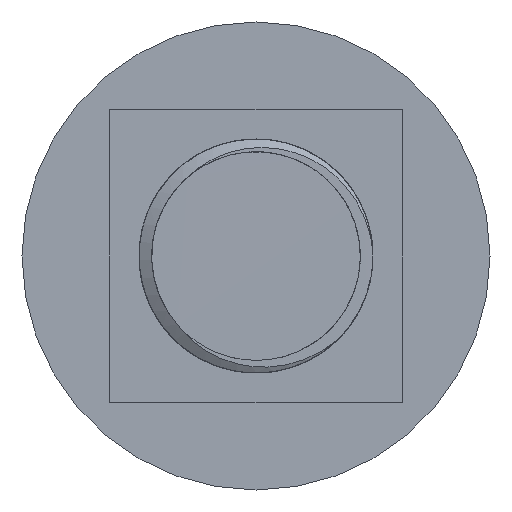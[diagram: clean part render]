
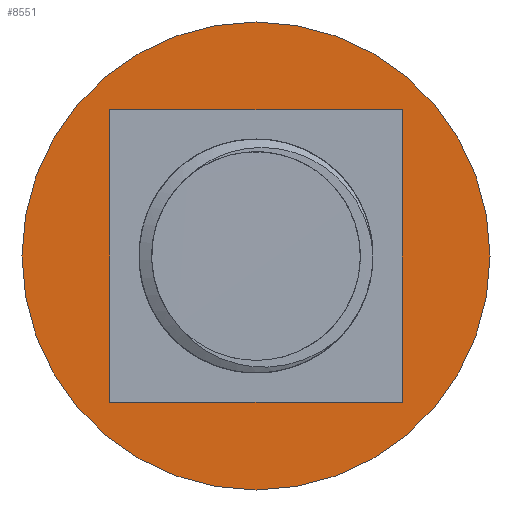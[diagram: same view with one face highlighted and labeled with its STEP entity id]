
A CAD part, front view. The second image highlights one B-rep face of the part: STEP entity #8551.
In plain terms, the highlighted planar face has unit normal (0, -1, 0).
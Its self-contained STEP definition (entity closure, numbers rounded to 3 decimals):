
#64 = VERTEX_POINT ( 'NONE', #547 ) ;
#547 = CARTESIAN_POINT ( 'NONE',  ( 12.5, -141., -12.5 ) ) ;
#667 = CARTESIAN_POINT ( 'NONE',  ( 12.5, -141., -12.5 ) ) ;
#979 = CARTESIAN_POINT ( 'NONE',  ( 20., -141., 0. ) ) ;
#1108 = CARTESIAN_POINT ( 'NONE',  ( -12.5, -141., 12.5 ) ) ;
#1163 = AXIS2_PLACEMENT_3D ( 'NONE', #979, #3744, #8575 ) ;
#1377 = VERTEX_POINT ( 'NONE', #4375 ) ;
#1780 = VECTOR ( 'NONE', #7348, 1000. ) ;
#1833 = VERTEX_POINT ( 'NONE', #5743 ) ;
#1995 = CARTESIAN_POINT ( 'NONE',  ( -12.5, -141., -12.5 ) ) ;
#2077 = DIRECTION ( 'NONE',  ( -1., 0., 0. ) ) ;
#2263 = EDGE_CURVE ( 'NONE', #1377, #6213, #3564, .T. ) ;
#2372 = CARTESIAN_POINT ( 'NONE',  ( 0., -141., -20. ) ) ;
#3012 = FACE_BOUND ( 'NONE', #8207, .T. ) ;
#3231 = ORIENTED_EDGE ( 'NONE', *, *, #6018, .T. ) ;
#3422 = DIRECTION ( 'NONE',  ( 0., 0., 1. ) ) ;
#3564 = LINE ( 'NONE', #4883, #7089 ) ;
#3744 = DIRECTION ( 'NONE',  ( 0., -1., 0. ) ) ;
#4026 = EDGE_CURVE ( 'NONE', #64, #1377, #6860, .T. ) ;
#4048 = EDGE_LOOP ( 'NONE', ( #3231 ) ) ;
#4094 = VECTOR ( 'NONE', #8054, 1000. ) ;
#4375 = CARTESIAN_POINT ( 'NONE',  ( 12.5, -141., 12.5 ) ) ;
#4525 = CIRCLE ( 'NONE', #7992, 20. ) ;
#4580 = ORIENTED_EDGE ( 'NONE', *, *, #6210, .F. ) ;
#4883 = CARTESIAN_POINT ( 'NONE',  ( 12.5, -141., 12.5 ) ) ;
#5001 = CARTESIAN_POINT ( 'NONE',  ( 0., -141., 0. ) ) ;
#5101 = FACE_OUTER_BOUND ( 'NONE', #4048, .T. ) ;
#5255 = ORIENTED_EDGE ( 'NONE', *, *, #2263, .F. ) ;
#5743 = CARTESIAN_POINT ( 'NONE',  ( -12.5, -141., -12.5 ) ) ;
#5809 = VERTEX_POINT ( 'NONE', #2372 ) ;
#5927 = VECTOR ( 'NONE', #3422, 1000. ) ;
#6018 = EDGE_CURVE ( 'NONE', #5809, #5809, #4525, .T. ) ;
#6210 = EDGE_CURVE ( 'NONE', #1833, #64, #8787, .T. ) ;
#6213 = VERTEX_POINT ( 'NONE', #1108 ) ;
#6846 = ORIENTED_EDGE ( 'NONE', *, *, #4026, .F. ) ;
#6860 = LINE ( 'NONE', #667, #5927 ) ;
#7078 = DIRECTION ( 'NONE',  ( 0., 0., -1. ) ) ;
#7089 = VECTOR ( 'NONE', #2077, 1000. ) ;
#7236 = EDGE_CURVE ( 'NONE', #6213, #1833, #8144, .T. ) ;
#7304 = CARTESIAN_POINT ( 'NONE',  ( 12.5, -141., -12.5 ) ) ;
#7348 = DIRECTION ( 'NONE',  ( 1., 0., 0. ) ) ;
#7530 = ORIENTED_EDGE ( 'NONE', *, *, #7236, .F. ) ;
#7757 = DIRECTION ( 'NONE',  ( 0., -1., 0. ) ) ;
#7856 = PLANE ( 'NONE',  #1163 ) ;
#7992 = AXIS2_PLACEMENT_3D ( 'NONE', #5001, #7757, #7078 ) ;
#8054 = DIRECTION ( 'NONE',  ( 0., 0., -1. ) ) ;
#8144 = LINE ( 'NONE', #1995, #4094 ) ;
#8207 = EDGE_LOOP ( 'NONE', ( #7530, #5255, #6846, #4580 ) ) ;
#8551 = ADVANCED_FACE ( 'NONE', ( #3012, #5101 ), #7856, .T. ) ;
#8575 = DIRECTION ( 'NONE',  ( 0., 0., -1. ) ) ;
#8787 = LINE ( 'NONE', #7304, #1780 ) ;
